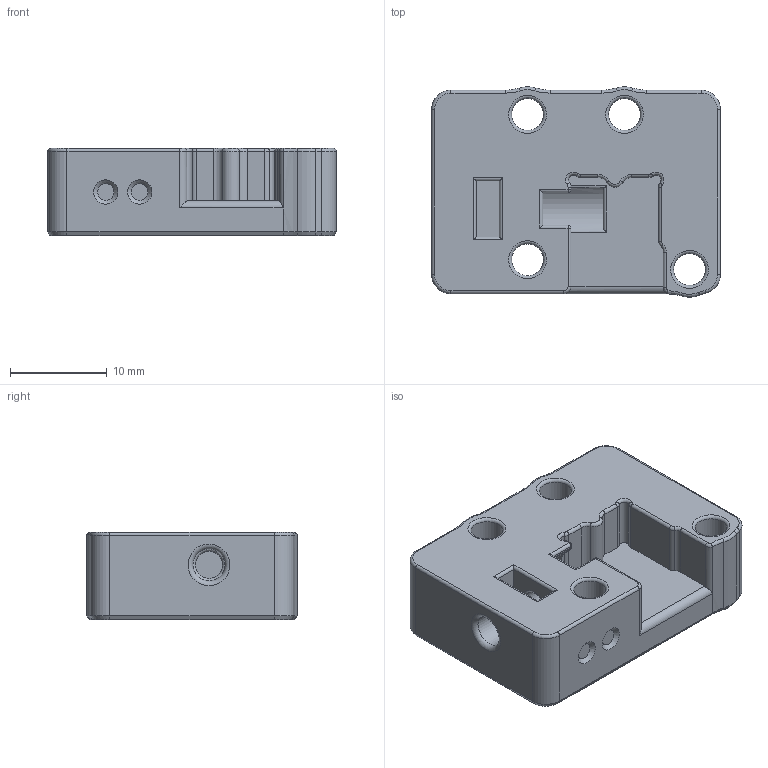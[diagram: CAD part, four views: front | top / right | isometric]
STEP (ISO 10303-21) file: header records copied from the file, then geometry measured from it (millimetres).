
FILE_DESCRIPTION(/* description */ ('STEP AP242','CAx-IF Rec.Pracs.---Representation and Presentation of Product Manufacturing Information (PMI)---4.0---2014-10-13','CAx-IF Rec.Pracs.---3D Tessellated Geometry---0.4---2014-09-14','2;1'),/* implementation_level */ '2;1');
FILE_NAME(/* name */ '661dd85c1fa9511068561b71',/* time_stamp */ '2024-04-16T01:46:04Z',/* author */ (''),/* organization */ (''),/* preprocessor_version */ 'ST-DEVELOPER v20',/* originating_system */ ' ',/* authorisation */ ' ');
FILE_SCHEMA (('AP242_MANAGED_MODEL_BASED_3D_ENGINEERING_MIM_LF { 1 0 10303 442 1 1 4 }'));
Length unit declared in the file: metre
Products named in the file (1): Part 1
Bounding box: 29.8 x 21.7 x 9 mm (x, y, z)
Volume: 4449.2 mm3; surface area: 2723.7 mm2
Topology: 1 solids, 1 shells, 158 faces, 383 edges, 226 vertices
Faces by surface type: cylinder 62, torus 35, plane 34, cone 19, sphere 4, bspline 4
Full cylindrical faces by diameter (mm): 2.8 x1, 3.3 x5
Entity records: 4589 total; most frequent: CARTESIAN_POINT 996, DIRECTION 796, ORIENTED_EDGE 694, EDGE_CURVE 347, AXIS2_PLACEMENT_3D 325, VERTEX_POINT 214, EDGE_LOOP 193, FACE_BOUND 193
